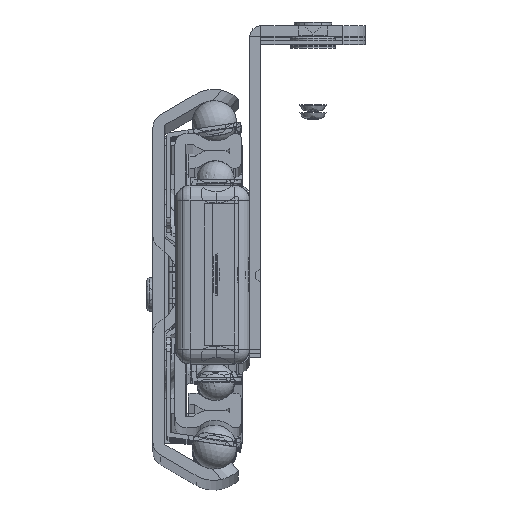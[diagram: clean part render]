
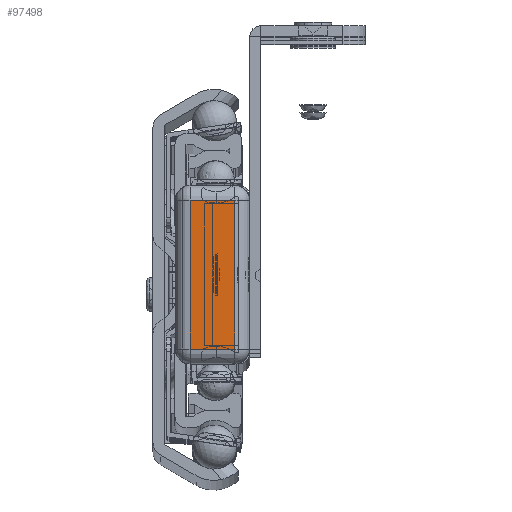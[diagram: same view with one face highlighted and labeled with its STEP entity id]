
A CAD part, top view. The second image highlights one B-rep face of the part: STEP entity #97498.
In plain terms, the highlighted planar face has unit normal (0, 0, 1).
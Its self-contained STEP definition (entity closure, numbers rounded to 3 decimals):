
#8682=PLANE('',#105665);
#13393=FACE_OUTER_BOUND('',#18433,.T.);
#18433=EDGE_LOOP('',(#84905,#84906,#84907,#84908));
#24991=LINE('',#210485,#31654);
#24993=LINE('',#210493,#31656);
#24995=LINE('',#210503,#31658);
#24997=LINE('',#210512,#31660);
#31654=VECTOR('',#127765,10.);
#31656=VECTOR('',#127773,10.);
#31658=VECTOR('',#127785,10.);
#31660=VECTOR('',#127797,10.);
#43638=VERTEX_POINT('',#210482);
#43639=VERTEX_POINT('',#210484);
#43642=VERTEX_POINT('',#210492);
#43645=VERTEX_POINT('',#210502);
#57480=EDGE_CURVE('',#43638,#43639,#24991,.T.);
#57484=EDGE_CURVE('',#43639,#43642,#24993,.T.);
#57489=EDGE_CURVE('',#43642,#43645,#24995,.T.);
#57494=EDGE_CURVE('',#43645,#43638,#24997,.T.);
#84905=ORIENTED_EDGE('',*,*,#57480,.F.);
#84906=ORIENTED_EDGE('',*,*,#57494,.F.);
#84907=ORIENTED_EDGE('',*,*,#57489,.F.);
#84908=ORIENTED_EDGE('',*,*,#57484,.F.);
#97498=ADVANCED_FACE('',(#13393),#8682,.T.);
#105665=AXIS2_PLACEMENT_3D('',#210526,#127819,#127820);
#127765=DIRECTION('',(0.,1.,0.));
#127773=DIRECTION('',(1.,0.,0.));
#127785=DIRECTION('',(0.,-1.,0.));
#127797=DIRECTION('',(-1.,0.,0.));
#127819=DIRECTION('center_axis',(0.,0.,
1.));
#127820=DIRECTION('ref_axis',(-1.,0.,0.));
#210482=CARTESIAN_POINT('',(5.577,-10.,777.216));
#210484=CARTESIAN_POINT('',(5.577,10.,777.216));
#210485=CARTESIAN_POINT('',(5.577,-5.,777.216));
#210492=CARTESIAN_POINT('',(11.577,10.,777.216));
#210493=CARTESIAN_POINT('',(7.077,10.,777.216));
#210502=CARTESIAN_POINT('',(11.577,-10.,777.216));
#210503=CARTESIAN_POINT('',(11.577,5.,777.216));
#210512=CARTESIAN_POINT('',(10.077,-10.,777.216));
#210526=CARTESIAN_POINT('Origin',(8.577,0.,
777.216));
